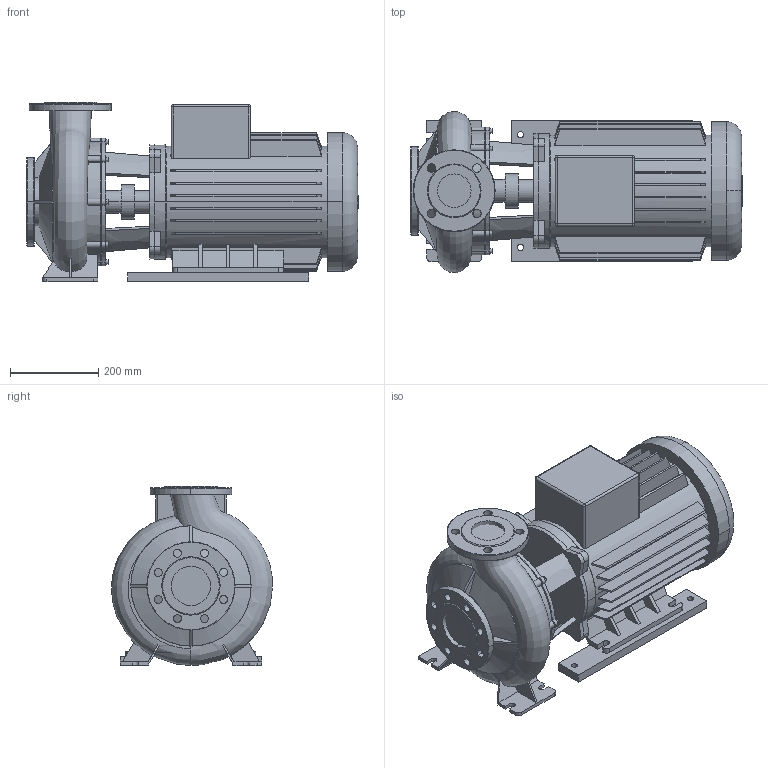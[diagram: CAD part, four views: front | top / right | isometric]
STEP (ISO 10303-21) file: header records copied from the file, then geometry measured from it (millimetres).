
FILE_DESCRIPTION((''),'2;1');
FILE_NAME('3d_BM65_195-22_2-2103521.stp','2011-01-26T14:45:36',(''),(''),'Mechanical Desktop 2008','Mechanical Desktop 2008',', , ');
FILE_SCHEMA(('CONFIG_CONTROL_DESIGN'));
Length unit declared in the file: millimetre
Products named in the file (1): Product
Bounding box: 751 x 364.6 x 405 mm (x, y, z)
Volume: 43646540.8 mm3; surface area: 2170679 mm2
Topology: 12 solids, 12 shells, 692 faces, 1805 edges, 1177 vertices
Faces by surface type: plane 327, bspline 175, cylinder 134, cone 46, torus 6, sphere 4
Entity records: 30410 total; most frequent: CARTESIAN_POINT 14000, ORIENTED_EDGE 3602, DIRECTION 3070, EDGE_CURVE 1801, VERTEX_POINT 1177, VECTOR 1074, LINE 1074, AXIS2_PLACEMENT_3D 998
